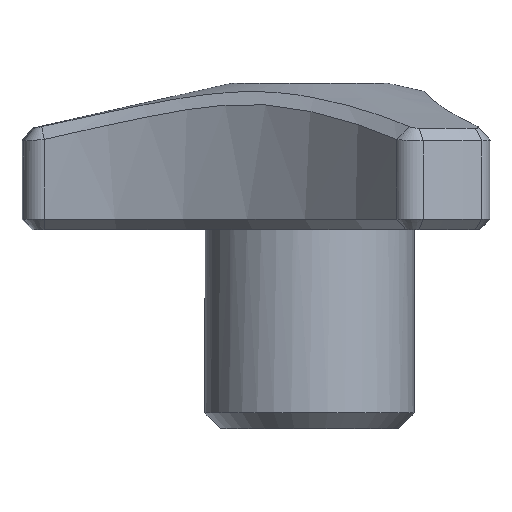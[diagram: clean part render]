
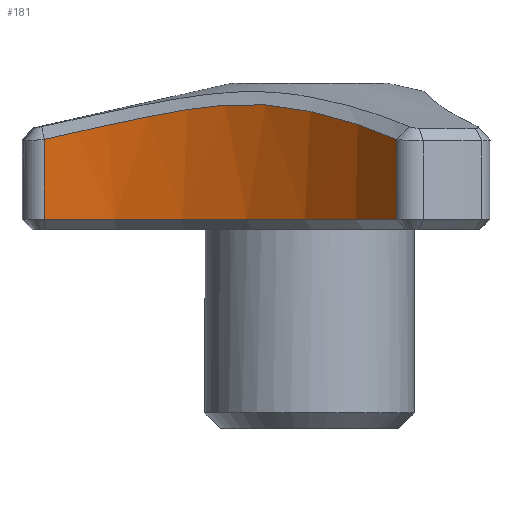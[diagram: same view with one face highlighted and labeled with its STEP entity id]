
A CAD part, left-side view. The second image highlights one B-rep face of the part: STEP entity #181.
In plain terms, the highlighted cylindrical face has radius 40 mm (diameter 80 mm), a partial arc.
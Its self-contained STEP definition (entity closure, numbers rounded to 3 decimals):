
#181 = ADVANCED_FACE( '', ( #384 ), #385, .F. );
#384 = FACE_OUTER_BOUND( '', #637, .T. );
#385 = CYLINDRICAL_SURFACE( '', #638, 40. );
#637 = EDGE_LOOP( '', ( #1176, #1177, #1178, #1179 ) );
#638 = AXIS2_PLACEMENT_3D( '', #1180, #1181, #1182 );
#1176 = ORIENTED_EDGE( '', *, *, #1446, .T. );
#1177 = ORIENTED_EDGE( '', *, *, #1516, .T. );
#1178 = ORIENTED_EDGE( '', *, *, #1394, .T. );
#1179 = ORIENTED_EDGE( '', *, *, #1517, .T. );
#1180 = CARTESIAN_POINT( '', ( -44.988, 25.974, 50. ) );
#1181 = DIRECTION( '', ( 0., 0., 1. ) );
#1182 = DIRECTION( '', ( -1., 0., 0. ) );
#1394 = EDGE_CURVE( '', #1651, #1652, #1653, .F. );
#1446 = EDGE_CURVE( '', #1737, #1735, #1738, .T. );
#1516 = EDGE_CURVE( '', #1735, #1651, #1822, .F. );
#1517 = EDGE_CURVE( '', #1652, #1737, #1823, .T. );
#1651 = VERTEX_POINT( '', #2076 );
#1652 = VERTEX_POINT( '', #2077 );
#1653 = LINE( '', #2078, #2079 );
#1735 = VERTEX_POINT( '', #2241 );
#1737 = VERTEX_POINT( '', #2243 );
#1738 = LINE( '', #2244, #2245 );
#1822 = CIRCLE( '', #2585, 40. );
#1823 = B_SPLINE_CURVE_WITH_KNOTS( '', 3, ( #2586, #2587, #2588, #2589, #2590, #2591, #2592, #2593, #2594, #2595, #2596, #2597, #2598, #2599, #2600, #2601, #2602, #2603, #2604, #2605, #2606, #2607, #2608, #2609, #2610, #2611, #2612, #2613, #2614, #2615, #2616, #2617, #2618, #2619, #2620, #2621, #2622, #2623, #2624, #2625, #2626 ), .UNSPECIFIED., .F., .F., ( 4, 1, 1, 1, 1, 1, 1, 1, 1, 1, 1, 1, 1, 1, 1, 1, 1, 1, 1, 1, 1, 1, 1, 1, 1, 1, 1, 1, 1, 1, 1, 1, 1, 1, 1, 1, 1, 1, 4 ), ( 0., 0.016, 0.033, 0.048, 0.063, 0.078, 0.093, 0.107, 0.12, 0.133, 0.146, 0.159, 0.17, 0.182, 0.193, 0.204, 0.214, 0.224, 0.233, 0.243, 0.251, 0.318, 0.376, 0.441, 0.501, 0.561, 0.626, 0.684, 0.751, 0.768, 0.787, 0.808, 0.831, 0.855, 0.881, 0.908, 0.937, 0.968, 1. ), .UNSPECIFIED. );
#2076 = CARTESIAN_POINT( '', ( -24.454, -8.353, 20. ) );
#2077 = CARTESIAN_POINT( '', ( -24.454, -8.353, 27.643 ) );
#2078 = CARTESIAN_POINT( '', ( -24.454, -8.353, 50. ) );
#2079 = VECTOR( '', #2772, 1000. );
#2241 = CARTESIAN_POINT( '', ( -4.993, 25.355, 20. ) );
#2243 = CARTESIAN_POINT( '', ( -4.993, 25.355, 27.644 ) );
#2244 = CARTESIAN_POINT( '', ( -4.993, 25.355, 50. ) );
#2245 = VECTOR( '', #2864, 1000. );
#2585 = AXIS2_PLACEMENT_3D( '', #2934, #2935, #2936 );
#2586 = CARTESIAN_POINT( '', ( -24.454, -8.353, 27.644 ) );
#2587 = CARTESIAN_POINT( '', ( -24.265, -8.239, 27.694 ) );
#2588 = CARTESIAN_POINT( '', ( -23.892, -8.013, 27.794 ) );
#2589 = CARTESIAN_POINT( '', ( -23.345, -7.667, 27.94 ) );
#2590 = CARTESIAN_POINT( '', ( -22.818, -7.322, 28.083 ) );
#2591 = CARTESIAN_POINT( '', ( -22.31, -6.977, 28.22 ) );
#2592 = CARTESIAN_POINT( '', ( -21.82, -6.635, 28.354 ) );
#2593 = CARTESIAN_POINT( '', ( -21.349, -6.295, 28.483 ) );
#2594 = CARTESIAN_POINT( '', ( -20.896, -5.958, 28.607 ) );
#2595 = CARTESIAN_POINT( '', ( -20.461, -5.625, 28.728 ) );
#2596 = CARTESIAN_POINT( '', ( -20.044, -5.297, 28.844 ) );
#2597 = CARTESIAN_POINT( '', ( -19.643, -4.973, 28.955 ) );
#2598 = CARTESIAN_POINT( '', ( -19.26, -4.655, 29.062 ) );
#2599 = CARTESIAN_POINT( '', ( -18.893, -4.343, 29.165 ) );
#2600 = CARTESIAN_POINT( '', ( -18.542, -4.037, 29.263 ) );
#2601 = CARTESIAN_POINT( '', ( -18.207, -3.738, 29.357 ) );
#2602 = CARTESIAN_POINT( '', ( -17.887, -3.447, 29.446 ) );
#2603 = CARTESIAN_POINT( '', ( -17.583, -3.163, 29.531 ) );
#2604 = CARTESIAN_POINT( '', ( -17.293, -2.888, 29.612 ) );
#2605 = CARTESIAN_POINT( '', ( -17.018, -2.622, 29.688 ) );
#2606 = CARTESIAN_POINT( '', ( -16.757, -2.364, 29.76 ) );
#2607 = CARTESIAN_POINT( '', ( -15.954, -1.557, 29.98 ) );
#2608 = CARTESIAN_POINT( '', ( -14.728, -0.226, 30.304 ) );
#2609 = CARTESIAN_POINT( '', ( -13.101, 1.78, 30.688 ) );
#2610 = CARTESIAN_POINT( '', ( -11.643, 3.831, 30.939 ) );
#2611 = CARTESIAN_POINT( '', ( -10.302, 6.001, 31.03 ) );
#2612 = CARTESIAN_POINT( '', ( -9.102, 8.244, 30.932 ) );
#2613 = CARTESIAN_POINT( '', ( -8.066, 10.519, 30.68 ) );
#2614 = CARTESIAN_POINT( '', ( -7.146, 12.929, 30.293 ) );
#2615 = CARTESIAN_POINT( '', ( -6.573, 14.777, 29.945 ) );
#2616 = CARTESIAN_POINT( '', ( -6.216, 16.132, 29.672 ) );
#2617 = CARTESIAN_POINT( '', ( -6.031, 16.887, 29.516 ) );
#2618 = CARTESIAN_POINT( '', ( -5.848, 17.71, 29.342 ) );
#2619 = CARTESIAN_POINT( '', ( -5.67, 18.6, 29.151 ) );
#2620 = CARTESIAN_POINT( '', ( -5.502, 19.559, 28.942 ) );
#2621 = CARTESIAN_POINT( '', ( -5.348, 20.586, 28.716 ) );
#2622 = CARTESIAN_POINT( '', ( -5.214, 21.681, 28.473 ) );
#2623 = CARTESIAN_POINT( '', ( -5.105, 22.845, 28.213 ) );
#2624 = CARTESIAN_POINT( '', ( -5.025, 24.077, 27.935 ) );
#2625 = CARTESIAN_POINT( '', ( -5.004, 24.922, 27.743 ) );
#2626 = CARTESIAN_POINT( '', ( -4.993, 25.355, 27.644 ) );
#2772 = DIRECTION( '', ( 0., 0., -1. ) );
#2864 = DIRECTION( '', ( 0., 0., -1. ) );
#2934 = CARTESIAN_POINT( '', ( -44.988, 25.974, 20. ) );
#2935 = DIRECTION( '', ( 0., 0., 1. ) );
#2936 = DIRECTION( '', ( 1., 0., 0. ) );
